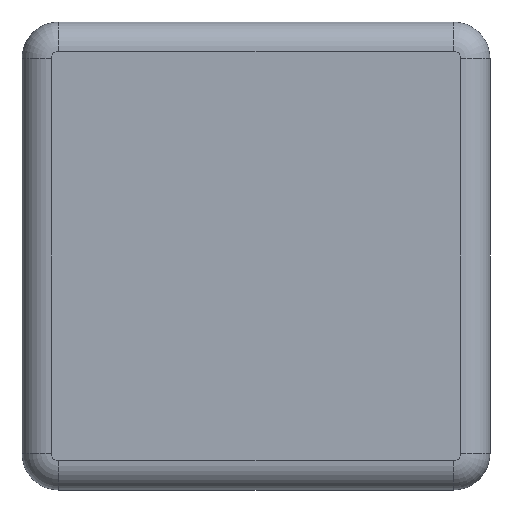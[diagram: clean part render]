
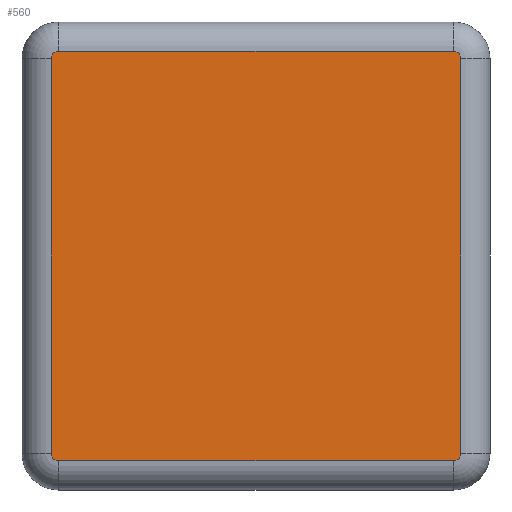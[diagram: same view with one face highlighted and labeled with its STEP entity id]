
A CAD part, front view. The second image highlights one B-rep face of the part: STEP entity #560.
In plain terms, the highlighted planar face has unit normal (0, -1, 0).
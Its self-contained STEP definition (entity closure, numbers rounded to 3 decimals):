
#16 = DIRECTION ( 'NONE',  ( 0., 0., -1. ) ) ;
#17 = VECTOR ( 'NONE', #16, 1000. ) ;
#18 = CARTESIAN_POINT ( 'NONE',  ( -14., 0., -16. ) ) ;
#19 = CARTESIAN_POINT ( 'NONE',  ( 13.5, 0., 14. ) ) ;
#20 = DIRECTION ( 'NONE',  ( 1., 0., 0. ) ) ;
#21 = VECTOR ( 'NONE', #20, 1000. ) ;
#22 = CARTESIAN_POINT ( 'NONE',  ( 16., 0., -14. ) ) ;
#32 = LINE ( 'NONE', #22, #21 ) ;
#34 = LINE ( 'NONE', #18, #17 ) ;
#468 = VERTEX_POINT ( 'NONE', #688 ) ;
#469 = EDGE_CURVE ( 'NONE', #566, #468, #696, .T. ) ;
#506 = EDGE_CURVE ( 'NONE', #519, #468, #886, .T. ) ;
#508 = ORIENTED_EDGE ( 'NONE', *, *, #506, .T. ) ;
#514 = ORIENTED_EDGE ( 'NONE', *, *, #567, .T. ) ;
#517 = EDGE_LOOP ( 'NONE', ( #563, #562, #539, #514, #541, #544, #540, #508 ) ) ;
#519 = VERTEX_POINT ( 'NONE', #903 ) ;
#521 = EDGE_CURVE ( 'NONE', #561, #536, #876, .T. ) ;
#534 = VERTEX_POINT ( 'NONE', #964 ) ;
#535 = VERTEX_POINT ( 'NONE', #967 ) ;
#536 = VERTEX_POINT ( 'NONE', #912 ) ;
#538 = VERTEX_POINT ( 'NONE', #925 ) ;
#539 = ORIENTED_EDGE ( 'NONE', *, *, #521, .F. ) ;
#540 = ORIENTED_EDGE ( 'NONE', *, *, #557, .F. ) ;
#541 = ORIENTED_EDGE ( 'NONE', *, *, #542, .F. ) ;
#542 = EDGE_CURVE ( 'NONE', #535, #538, #910, .T. ) ;
#544 = ORIENTED_EDGE ( 'NONE', *, *, #565, .T. ) ;
#557 = EDGE_CURVE ( 'NONE', #519, #534, #948, .T. ) ;
#560 = ADVANCED_FACE ( 'NONE', ( #941 ), #954, .T. ) ;
#561 = VERTEX_POINT ( 'NONE', #935 ) ;
#562 = ORIENTED_EDGE ( 'NONE', *, *, #564, .T. ) ;
#563 = ORIENTED_EDGE ( 'NONE', *, *, #469, .F. ) ;
#564 = EDGE_CURVE ( 'NONE', #566, #536, #933, .T. ) ;
#565 = EDGE_CURVE ( 'NONE', #535, #534, #32, .T. ) ;
#566 = VERTEX_POINT ( 'NONE', #19 ) ;
#567 = EDGE_CURVE ( 'NONE', #561, #538, #34, .T. ) ;
#683 = DIRECTION ( 'NONE',  ( 0., 1., 0. ) ) ;
#684 = CARTESIAN_POINT ( 'NONE',  ( 13.5, 0., 13.5 ) ) ;
#685 = AXIS2_PLACEMENT_3D ( 'NONE', #684, #683, #803 ) ;
#688 = CARTESIAN_POINT ( 'NONE',  ( 14., 0., 13.5 ) ) ;
#696 = CIRCLE ( 'NONE', #685, 0.5 ) ;
#747 = DIRECTION ( 'NONE',  ( 0., 0., -1. ) ) ;
#803 = DIRECTION ( 'NONE',  ( 0., 0., -1. ) ) ;
#873 = DIRECTION ( 'NONE',  ( 0., 1., 0. ) ) ;
#874 = CARTESIAN_POINT ( 'NONE',  ( -13.5, 0., 13.5 ) ) ;
#875 = AXIS2_PLACEMENT_3D ( 'NONE', #874, #873, #747 ) ;
#876 = CIRCLE ( 'NONE', #875, 0.5 ) ;
#884 = DIRECTION ( 'NONE',  ( 0., 0., 1. ) ) ;
#885 = VECTOR ( 'NONE', #884, 1000. ) ;
#886 = LINE ( 'NONE', #908, #885 ) ;
#903 = CARTESIAN_POINT ( 'NONE',  ( 14., 0., -13.5 ) ) ;
#908 = CARTESIAN_POINT ( 'NONE',  ( 14., 0., 16. ) ) ;
#910 = CIRCLE ( 'NONE', #922, 0.5 ) ;
#912 = CARTESIAN_POINT ( 'NONE',  ( -13.5, 0., 14. ) ) ;
#913 = DIRECTION ( 'NONE',  ( 0., 1., 0. ) ) ;
#917 = AXIS2_PLACEMENT_3D ( 'NONE', #944, #913, #940 ) ;
#919 = DIRECTION ( 'NONE',  ( 0., 0., -1. ) ) ;
#920 = DIRECTION ( 'NONE',  ( 0., 1., 0. ) ) ;
#921 = CARTESIAN_POINT ( 'NONE',  ( -13.5, 0., -13.5 ) ) ;
#922 = AXIS2_PLACEMENT_3D ( 'NONE', #921, #920, #919 ) ;
#925 = CARTESIAN_POINT ( 'NONE',  ( -14., 0., -13.5 ) ) ;
#930 = DIRECTION ( 'NONE',  ( -1., 0., 0. ) ) ;
#931 = VECTOR ( 'NONE', #930, 1000. ) ;
#932 = CARTESIAN_POINT ( 'NONE',  ( -16., 0., 14. ) ) ;
#933 = LINE ( 'NONE', #932, #931 ) ;
#934 = AXIS2_PLACEMENT_3D ( 'NONE', #943, #950, #938 ) ;
#935 = CARTESIAN_POINT ( 'NONE',  ( -14., 0., 13.5 ) ) ;
#938 = DIRECTION ( 'NONE',  ( 0., 0., -1. ) ) ;
#940 = DIRECTION ( 'NONE',  ( 0., 0., -1. ) ) ;
#941 = FACE_OUTER_BOUND ( 'NONE', #517, .T. ) ;
#943 = CARTESIAN_POINT ( 'NONE',  ( -16., 0., -16. ) ) ;
#944 = CARTESIAN_POINT ( 'NONE',  ( 13.5, 0., -13.5 ) ) ;
#948 = CIRCLE ( 'NONE', #917, 0.5 ) ;
#950 = DIRECTION ( 'NONE',  ( 0., -1., 0. ) ) ;
#954 = PLANE ( 'NONE',  #934 ) ;
#964 = CARTESIAN_POINT ( 'NONE',  ( 13.5, 0., -14. ) ) ;
#967 = CARTESIAN_POINT ( 'NONE',  ( -13.5, 0., -14. ) ) ;
